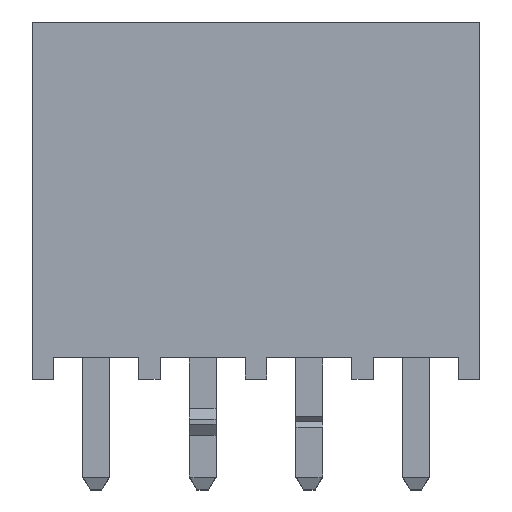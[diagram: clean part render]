
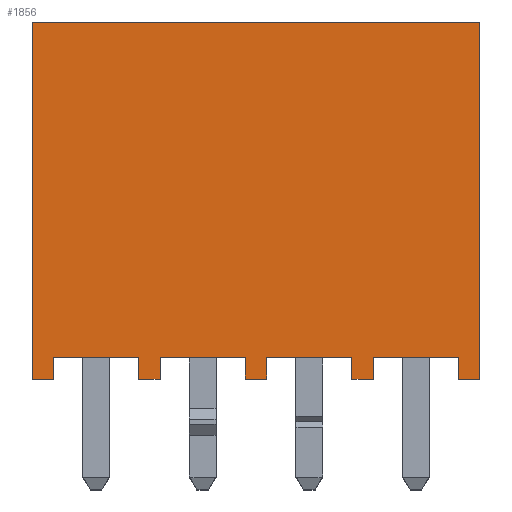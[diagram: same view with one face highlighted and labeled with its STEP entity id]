
A CAD part, top view. The second image highlights one B-rep face of the part: STEP entity #1856.
In plain terms, the highlighted planar face has unit normal (0, 0, 1).
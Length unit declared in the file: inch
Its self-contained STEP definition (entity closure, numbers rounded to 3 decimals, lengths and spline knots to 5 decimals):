
#351=ORIENTED_EDGE('',*,*,#717,.F.);
#352=ORIENTED_EDGE('',*,*,#718,.T.);
#353=ORIENTED_EDGE('',*,*,#719,.F.);
#354=ORIENTED_EDGE('',*,*,#720,.F.);
#355=ORIENTED_EDGE('',*,*,#721,.T.);
#356=ORIENTED_EDGE('',*,*,#722,.T.);
#357=ORIENTED_EDGE('',*,*,#723,.F.);
#358=ORIENTED_EDGE('',*,*,#724,.F.);
#359=ORIENTED_EDGE('',*,*,#725,.F.);
#360=ORIENTED_EDGE('',*,*,#726,.T.);
#361=ORIENTED_EDGE('',*,*,#727,.F.);
#362=ORIENTED_EDGE('',*,*,#728,.F.);
#363=ORIENTED_EDGE('',*,*,#729,.F.);
#364=ORIENTED_EDGE('',*,*,#730,.T.);
#365=ORIENTED_EDGE('',*,*,#731,.F.);
#366=ORIENTED_EDGE('',*,*,#732,.F.);
#367=ORIENTED_EDGE('',*,*,#733,.F.);
#368=ORIENTED_EDGE('',*,*,#734,.T.);
#369=ORIENTED_EDGE('',*,*,#735,.F.);
#370=ORIENTED_EDGE('',*,*,#736,.F.);
#717=EDGE_CURVE('',#925,#926,#1147,.T.);
#718=EDGE_CURVE('',#925,#927,#1148,.T.);
#719=EDGE_CURVE('',#928,#927,#1149,.T.);
#720=EDGE_CURVE('',#929,#928,#1150,.T.);
#721=EDGE_CURVE('',#929,#930,#1151,.T.);
#722=EDGE_CURVE('',#930,#931,#1152,.T.);
#723=EDGE_CURVE('',#932,#931,#1153,.T.);
#724=EDGE_CURVE('',#933,#932,#1154,.T.);
#725=EDGE_CURVE('',#934,#933,#1155,.T.);
#726=EDGE_CURVE('',#934,#935,#1156,.T.);
#727=EDGE_CURVE('',#936,#935,#1157,.T.);
#728=EDGE_CURVE('',#937,#936,#1158,.T.);
#729=EDGE_CURVE('',#938,#937,#1159,.T.);
#730=EDGE_CURVE('',#938,#939,#1160,.T.);
#731=EDGE_CURVE('',#940,#939,#1161,.T.);
#732=EDGE_CURVE('',#941,#940,#1162,.T.);
#733=EDGE_CURVE('',#942,#941,#1163,.T.);
#734=EDGE_CURVE('',#942,#943,#1164,.T.);
#735=EDGE_CURVE('',#944,#943,#1165,.T.);
#736=EDGE_CURVE('',#926,#944,#1166,.T.);
#925=VERTEX_POINT('',#2818);
#926=VERTEX_POINT('',#2819);
#927=VERTEX_POINT('',#2821);
#928=VERTEX_POINT('',#2823);
#929=VERTEX_POINT('',#2825);
#930=VERTEX_POINT('',#2827);
#931=VERTEX_POINT('',#2829);
#932=VERTEX_POINT('',#2831);
#933=VERTEX_POINT('',#2833);
#934=VERTEX_POINT('',#2835);
#935=VERTEX_POINT('',#2837);
#936=VERTEX_POINT('',#2839);
#937=VERTEX_POINT('',#2841);
#938=VERTEX_POINT('',#2843);
#939=VERTEX_POINT('',#2845);
#940=VERTEX_POINT('',#2847);
#941=VERTEX_POINT('',#2849);
#942=VERTEX_POINT('',#2851);
#943=VERTEX_POINT('',#2853);
#944=VERTEX_POINT('',#2855);
#1147=LINE('',#2817,#1405);
#1148=LINE('',#2820,#1406);
#1149=LINE('',#2822,#1407);
#1150=LINE('',#2824,#1408);
#1151=LINE('',#2826,#1409);
#1152=LINE('',#2828,#1410);
#1153=LINE('',#2830,#1411);
#1154=LINE('',#2832,#1412);
#1155=LINE('',#2834,#1413);
#1156=LINE('',#2836,#1414);
#1157=LINE('',#2838,#1415);
#1158=LINE('',#2840,#1416);
#1159=LINE('',#2842,#1417);
#1160=LINE('',#2844,#1418);
#1161=LINE('',#2846,#1419);
#1162=LINE('',#2848,#1420);
#1163=LINE('',#2850,#1421);
#1164=LINE('',#2852,#1422);
#1165=LINE('',#2854,#1423);
#1166=LINE('',#2856,#1424);
#1405=VECTOR('',#2305,39.37008);
#1406=VECTOR('',#2306,39.37008);
#1407=VECTOR('',#2307,39.37008);
#1408=VECTOR('',#2308,39.37008);
#1409=VECTOR('',#2309,39.37008);
#1410=VECTOR('',#2310,39.37008);
#1411=VECTOR('',#2311,39.37008);
#1412=VECTOR('',#2312,39.37008);
#1413=VECTOR('',#2313,39.37008);
#1414=VECTOR('',#2314,39.37008);
#1415=VECTOR('',#2315,39.37008);
#1416=VECTOR('',#2316,39.37008);
#1417=VECTOR('',#2317,39.37008);
#1418=VECTOR('',#2318,39.37008);
#1419=VECTOR('',#2319,39.37008);
#1420=VECTOR('',#2320,39.37008);
#1421=VECTOR('',#2321,39.37008);
#1422=VECTOR('',#2322,39.37008);
#1423=VECTOR('',#2323,39.37008);
#1424=VECTOR('',#2324,39.37008);
#1554=EDGE_LOOP('',(#351,#352,#353,#354,#355,#356,#357,#358,#359,#360,#361,
#362,#363,#364,#365,#366,#367,#368,#369,#370));
#1660=FACE_BOUND('',#1554,.T.);
#1762=PLANE('',#1977);
#1856=ADVANCED_FACE('',(#1660),#1762,.F.);
#1977=AXIS2_PLACEMENT_3D('',#2816,#2303,#2304);
#2303=DIRECTION('',(0.,0.,-1.));
#2304=DIRECTION('',(-1.,0.,0.));
#2305=DIRECTION('',(0.,1.,0.));
#2306=DIRECTION('',(1.,0.,0.));
#2307=DIRECTION('',(0.,-1.,0.));
#2308=DIRECTION('',(1.,0.,0.));
#2309=DIRECTION('',(0.,-1.,0.));
#2310=DIRECTION('',(1.,0.,0.));
#2311=DIRECTION('',(0.,-1.,0.));
#2312=DIRECTION('',(-1.,0.,0.));
#2313=DIRECTION('',(0.,1.,0.));
#2314=DIRECTION('',(1.,0.,0.));
#2315=DIRECTION('',(0.,-1.,0.));
#2316=DIRECTION('',(-1.,0.,0.));
#2317=DIRECTION('',(0.,1.,0.));
#2318=DIRECTION('',(1.,0.,0.));
#2319=DIRECTION('',(0.,-1.,0.));
#2320=DIRECTION('',(-1.,0.,0.));
#2321=DIRECTION('',(0.,1.,0.));
#2322=DIRECTION('',(1.,0.,0.));
#2323=DIRECTION('',(0.,-1.,0.));
#2324=DIRECTION('',(-1.,0.,0.));
#2816=CARTESIAN_POINT('',(-0.21,0.335,0.0475));
#2817=CARTESIAN_POINT('',(0.19,0.335,0.0475));
#2818=CARTESIAN_POINT('',(0.19,0.,0.0475));
#2819=CARTESIAN_POINT('',(0.19,0.02,0.0475));
#2820=CARTESIAN_POINT('',(-0.21,0.,0.0475));
#2821=CARTESIAN_POINT('',(0.21,0.,0.0475));
#2822=CARTESIAN_POINT('',(0.21,0.335,0.0475));
#2823=CARTESIAN_POINT('',(0.21,0.335,0.0475));
#2824=CARTESIAN_POINT('',(-0.21,0.335,0.0475));
#2825=CARTESIAN_POINT('',(-0.21,0.335,0.0475));
#2826=CARTESIAN_POINT('',(-0.21,0.335,0.0475));
#2827=CARTESIAN_POINT('',(-0.21,0.,0.0475));
#2828=CARTESIAN_POINT('',(-0.21,0.,0.0475));
#2829=CARTESIAN_POINT('',(-0.19,0.,0.0475));
#2830=CARTESIAN_POINT('',(-0.19,0.335,0.0475));
#2831=CARTESIAN_POINT('',(-0.19,0.02,0.0475));
#2832=CARTESIAN_POINT('',(-0.21,0.02,0.0475));
#2833=CARTESIAN_POINT('',(-0.11,0.02,0.0475));
#2834=CARTESIAN_POINT('',(-0.11,0.335,0.0475));
#2835=CARTESIAN_POINT('',(-0.11,0.,0.0475));
#2836=CARTESIAN_POINT('',(-0.21,0.,0.0475));
#2837=CARTESIAN_POINT('',(-0.09,0.,0.0475));
#2838=CARTESIAN_POINT('',(-0.09,0.335,0.0475));
#2839=CARTESIAN_POINT('',(-0.09,0.02,0.0475));
#2840=CARTESIAN_POINT('',(-0.21,0.02,0.0475));
#2841=CARTESIAN_POINT('',(-0.01,0.02,0.0475));
#2842=CARTESIAN_POINT('',(-0.01,0.335,0.0475));
#2843=CARTESIAN_POINT('',(-0.01,0.,0.0475));
#2844=CARTESIAN_POINT('',(-0.21,0.,0.0475));
#2845=CARTESIAN_POINT('',(0.01,0.,0.0475));
#2846=CARTESIAN_POINT('',(0.01,0.335,0.0475));
#2847=CARTESIAN_POINT('',(0.01,0.02,0.0475));
#2848=CARTESIAN_POINT('',(-0.21,0.02,0.0475));
#2849=CARTESIAN_POINT('',(0.09,0.02,0.0475));
#2850=CARTESIAN_POINT('',(0.09,0.335,0.0475));
#2851=CARTESIAN_POINT('',(0.09,0.,0.0475));
#2852=CARTESIAN_POINT('',(-0.21,0.,0.0475));
#2853=CARTESIAN_POINT('',(0.11,0.,0.0475));
#2854=CARTESIAN_POINT('',(0.11,0.335,0.0475));
#2855=CARTESIAN_POINT('',(0.11,0.02,0.0475));
#2856=CARTESIAN_POINT('',(-0.21,0.02,0.0475));
